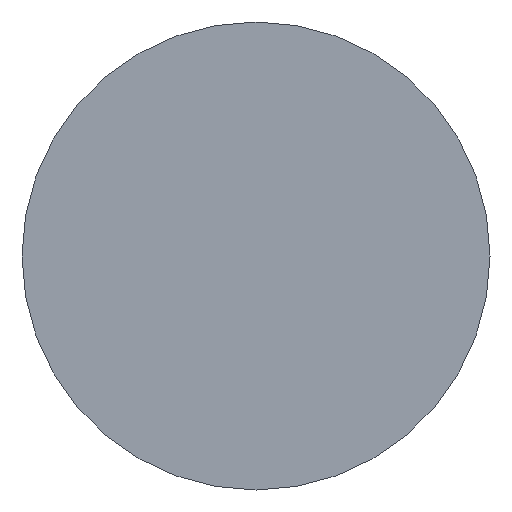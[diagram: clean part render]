
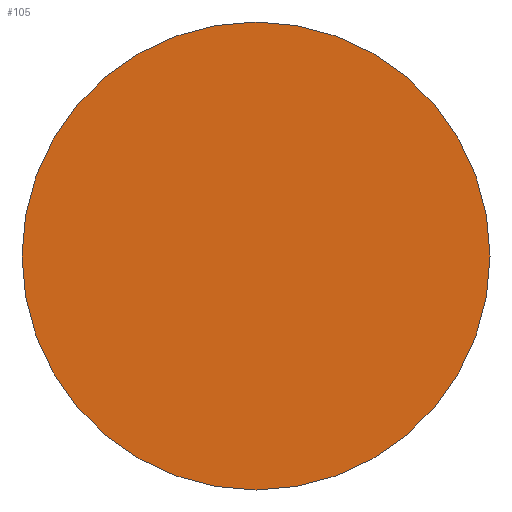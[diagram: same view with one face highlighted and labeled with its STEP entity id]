
A CAD part, left-side view. The second image highlights one B-rep face of the part: STEP entity #105.
In plain terms, the highlighted planar face has unit normal (-1, 0, 0).
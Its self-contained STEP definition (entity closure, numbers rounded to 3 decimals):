
#3 = DIRECTION ( 'NONE',  ( 1., 0., 0. ) ) ;
#11 = DIRECTION ( 'NONE',  ( 0., 0., 1. ) ) ;
#14 = PLANE ( 'NONE',  #144 ) ;
#17 = AXIS2_PLACEMENT_3D ( 'NONE', #49, #127, #11 ) ;
#31 = CIRCLE ( 'NONE', #17, 50. ) ;
#49 = CARTESIAN_POINT ( 'NONE',  ( 236.299, 130.042, 0. ) ) ;
#62 = FACE_OUTER_BOUND ( 'NONE', #171, .T. ) ;
#69 = EDGE_CURVE ( 'NONE', #180, #113, #101, .T. ) ;
#71 = CARTESIAN_POINT ( 'NONE',  ( 236.299, 130.042, 0. ) ) ;
#78 = CARTESIAN_POINT ( 'NONE',  ( 236.299, 130.042, -50. ) ) ;
#80 = EDGE_CURVE ( 'NONE', #113, #180, #31, .T. ) ;
#92 = ORIENTED_EDGE ( 'NONE', *, *, #80, .T. ) ;
#98 = DIRECTION ( 'NONE',  ( -1., 0., 0. ) ) ;
#101 = CIRCLE ( 'NONE', #160, 50. ) ;
#105 = ADVANCED_FACE ( 'NONE', ( #62 ), #14, .F. ) ;
#113 = VERTEX_POINT ( 'NONE', #78 ) ;
#127 = DIRECTION ( 'NONE',  ( -1., 0., 0. ) ) ;
#137 = DIRECTION ( 'NONE',  ( 0., 0., 1. ) ) ;
#141 = ORIENTED_EDGE ( 'NONE', *, *, #69, .T. ) ;
#144 = AXIS2_PLACEMENT_3D ( 'NONE', #151, #3, #174 ) ;
#151 = CARTESIAN_POINT ( 'NONE',  ( 236.299, 130.042, 0. ) ) ;
#160 = AXIS2_PLACEMENT_3D ( 'NONE', #71, #98, #137 ) ;
#162 = CARTESIAN_POINT ( 'NONE',  ( 236.299, 130.042, 50. ) ) ;
#171 = EDGE_LOOP ( 'NONE', ( #141, #92 ) ) ;
#174 = DIRECTION ( 'NONE',  ( 0., 0., -1. ) ) ;
#180 = VERTEX_POINT ( 'NONE', #162 ) ;
